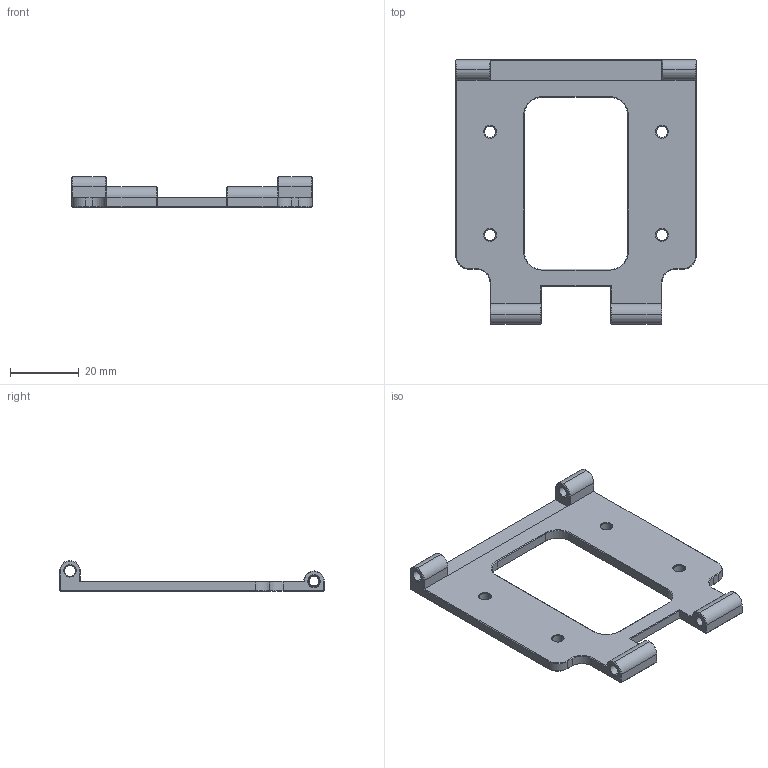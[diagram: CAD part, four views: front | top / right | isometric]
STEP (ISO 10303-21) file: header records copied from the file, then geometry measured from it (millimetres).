
FILE_DESCRIPTION (( 'STEP AP203' ), '1' );
FILE_NAME ('そ躉菁啣.STEP', '2025-01-10T08:48:30', ( 'Leo' ), ( '' ), 'SwSTEP 2.0', 'SolidWorks 2022', '' );
FILE_SCHEMA (( 'CONFIG_CONTROL_DESIGN' ));
Length unit declared in the file: millimetre
Products named in the file (1): 屏幕底板
Bounding box: 70 x 77 x 9 mm (x, y, z)
Volume: 10366.7 mm3; surface area: 8958.9 mm2
Topology: 1 solids, 1 shells, 168 faces, 388 edges, 222 vertices
Faces by surface type: plane 72, cone 64, cylinder 32
Entity records: 4761 total; most frequent: DIRECTION 854, CARTESIAN_POINT 791, ORIENTED_EDGE 776, EDGE_CURVE 388, AXIS2_PLACEMENT_3D 301, LINE 252, VECTOR 252, VERTEX_POINT 222
